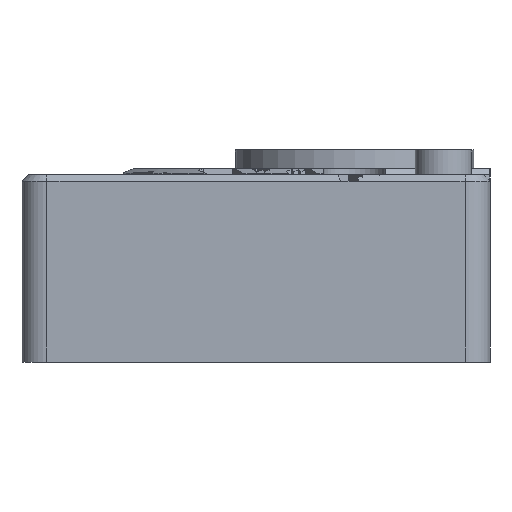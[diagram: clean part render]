
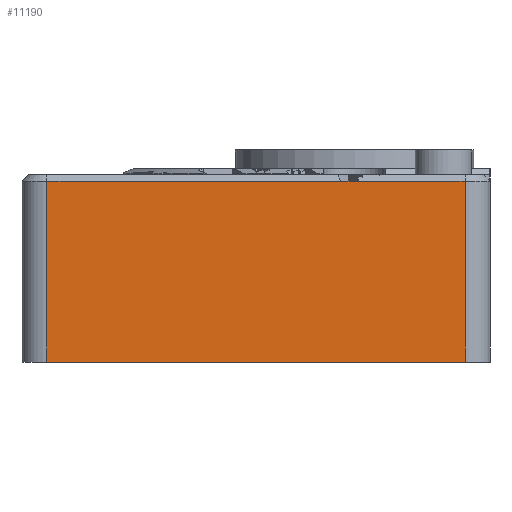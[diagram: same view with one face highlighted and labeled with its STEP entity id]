
A CAD part, front view. The second image highlights one B-rep face of the part: STEP entity #11190.
In plain terms, the highlighted planar face has unit normal (0, -1, 0).
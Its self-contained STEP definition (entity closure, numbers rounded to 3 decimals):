
#706=FACE_OUTER_BOUND('',#1286,.T.);
#1286=EDGE_LOOP('',(#9890,#9891,#9892,#9893,#9894,#9895));
#2468=LINE('',#17033,#3955);
#2730=LINE('',#17573,#4217);
#2731=LINE('',#17576,#4218);
#2761=LINE('',#17750,#4248);
#2762=LINE('',#17754,#4249);
#2763=LINE('',#17755,#4250);
#3955=VECTOR('',#13795,10.);
#4217=VECTOR('',#14231,10.);
#4218=VECTOR('',#14234,10.);
#4248=VECTOR('',#14436,10.);
#4249=VECTOR('',#14441,10.);
#4250=VECTOR('',#14442,10.);
#5086=VERTEX_POINT('',#17028);
#5087=VERTEX_POINT('',#17032);
#5263=VERTEX_POINT('',#17571);
#5264=VERTEX_POINT('',#17575);
#5298=VERTEX_POINT('',#17749);
#5299=VERTEX_POINT('',#17753);
#6510=EDGE_CURVE('',#5087,#5086,#2468,.T.);
#6777=EDGE_CURVE('',#5263,#5087,#2730,.T.);
#6778=EDGE_CURVE('',#5086,#5264,#2731,.T.);
#6854=EDGE_CURVE('',#5298,#5264,#2761,.T.);
#6856=EDGE_CURVE('',#5299,#5263,#2762,.T.);
#6857=EDGE_CURVE('',#5298,#5299,#2763,.T.);
#9890=ORIENTED_EDGE('',*,*,#6777,.F.);
#9891=ORIENTED_EDGE('',*,*,#6856,.F.);
#9892=ORIENTED_EDGE('',*,*,#6857,.F.);
#9893=ORIENTED_EDGE('',*,*,#6854,.T.);
#9894=ORIENTED_EDGE('',*,*,#6778,.F.);
#9895=ORIENTED_EDGE('',*,*,#6510,.F.);
#10643=PLANE('',#11817);
#11190=ADVANCED_FACE('',(#706),#10643,.T.);
#11817=AXIS2_PLACEMENT_3D('',#17752,#14439,#14440);
#13795=DIRECTION('',(1.,0.,0.));
#14231=DIRECTION('',(1.,0.,0.));
#14234=DIRECTION('',(1.,0.,0.));
#14436=DIRECTION('',(0.,0.,1.));
#14439=DIRECTION('center_axis',(0.,-1.,0.));
#14440=DIRECTION('ref_axis',(1.,0.,0.));
#14441=DIRECTION('',(0.,0.,1.));
#14442=DIRECTION('',(-1.,0.,0.));
#17028=CARTESIAN_POINT('',(54.036,0.,1.));
#17032=CARTESIAN_POINT('',(51.102,0.,1.));
#17033=CARTESIAN_POINT('',(20.75,0.,1.));
#17571=CARTESIAN_POINT('',(4.,0.,1.));
#17573=CARTESIAN_POINT('',(20.75,0.,1.));
#17575=CARTESIAN_POINT('',(71.,0.,1.));
#17576=CARTESIAN_POINT('',(20.75,0.,1.));
#17749=CARTESIAN_POINT('',(71.,0.,-28.));
#17750=CARTESIAN_POINT('',(71.,0.,0.));
#17752=CARTESIAN_POINT('Origin',(4.,0.,0.));
#17753=CARTESIAN_POINT('',(4.,0.,-28.));
#17754=CARTESIAN_POINT('',(4.,0.,0.));
#17755=CARTESIAN_POINT('',(4.,0.,-28.));
